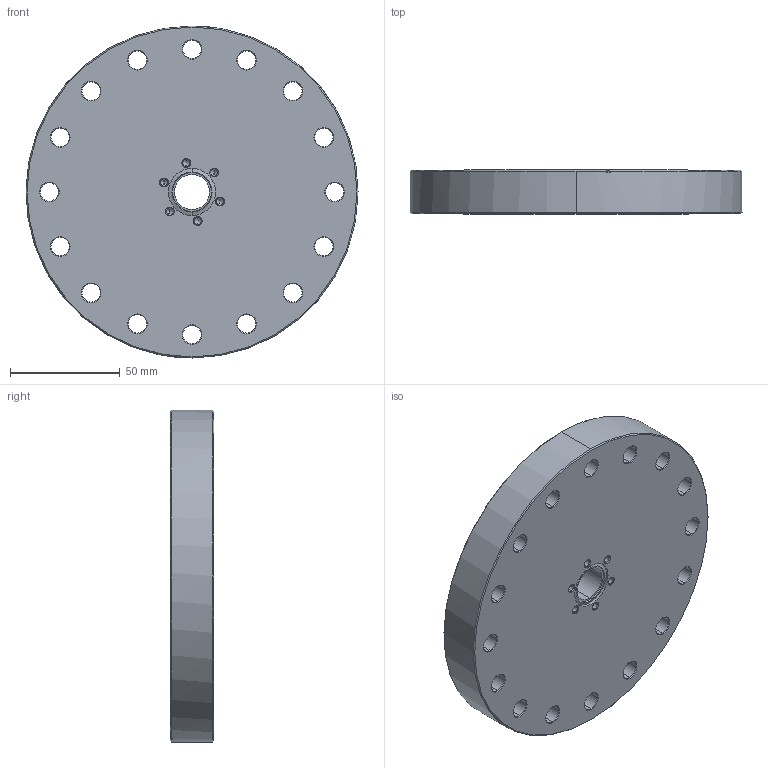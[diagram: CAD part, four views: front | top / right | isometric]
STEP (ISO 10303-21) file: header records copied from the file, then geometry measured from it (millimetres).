
FILE_DESCRIPTION (( 'STEP AP214' ), '1' );
FILE_NAME ('Hositrad_CFA100-16D.STEP', '2017-05-08T13:41:05', ( 'Gebruiker' ), ( '' ), 'SwSTEP 2.0', 'SolidWorks 2017', '' );
FILE_SCHEMA (( 'AUTOMOTIVE_DESIGN' ));
Length unit declared in the file: millimetre
Products named in the file (1): Hositrad_CFA100-16D
Bounding box: 151.6 x 19.9 x 151.6 mm (x, y, z)
Volume: 323278 mm3; surface area: 53866 mm2
Topology: 1 solids, 1 shells, 164 faces, 384 edges, 217 vertices
Faces by surface type: cone 101, cylinder 52, plane 11
Entity records: 5141 total; most frequent: DIRECTION 899, CARTESIAN_POINT 766, ORIENTED_EDGE 744, EDGE_CURVE 372, AXIS2_PLACEMENT_3D 366, VERTEX_POINT 217, EDGE_LOOP 205, CIRCLE 201
